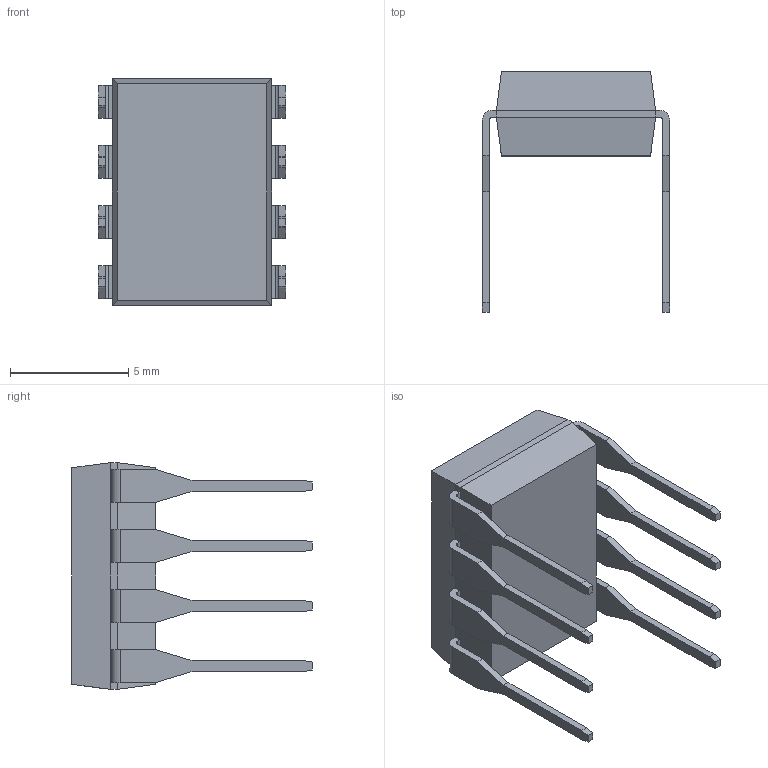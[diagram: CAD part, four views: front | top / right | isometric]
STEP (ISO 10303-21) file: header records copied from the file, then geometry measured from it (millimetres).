
FILE_DESCRIPTION (( 'STEP AP214' ), '1' );
FILE_NAME ('JRC4558D.STEP', '2023-11-24T20:15:01', ( '' ), ( '' ), 'SwSTEP 2.0', 'SolidWorks 2021', '' );
FILE_SCHEMA (( 'AUTOMOTIVE_DESIGN' ));
Length unit declared in the file: inch
Products named in the file (1): JRC4558D
Bounding box: 7.91 x 10.16 x 9.59 mm (x, y, z)
Volume: 232.9 mm3; surface area: 387.6 mm2
Topology: 10 solids, 10 shells, 154 faces, 391 edges, 258 vertices
Faces by surface type: plane 132, cylinder 22
Entity records: 4714 total; most frequent: CARTESIAN_POINT 804, ORIENTED_EDGE 782, DIRECTION 745, EDGE_CURVE 391, VECTOR 347, LINE 347, VERTEX_POINT 258, AXIS2_PLACEMENT_3D 199
